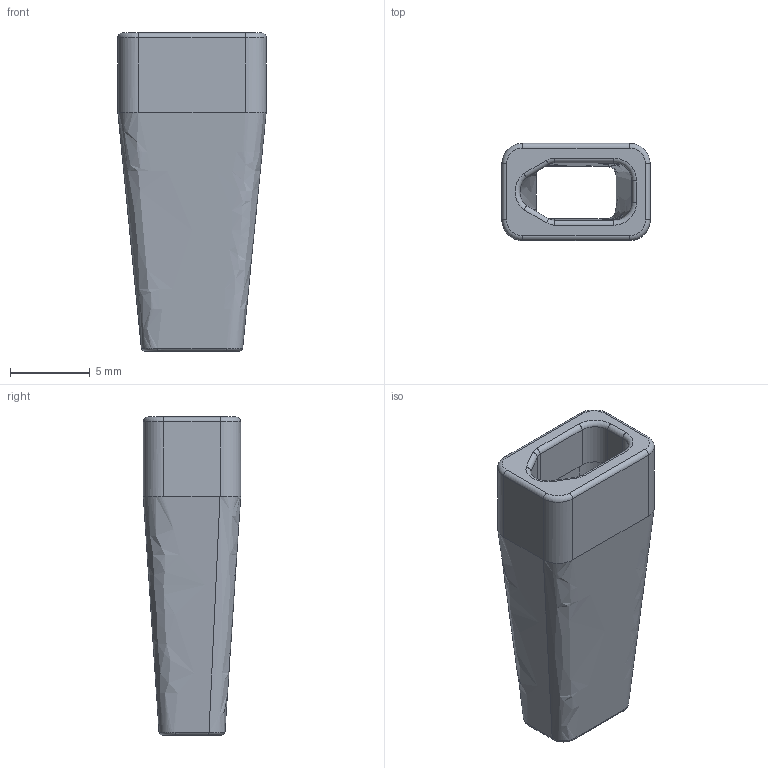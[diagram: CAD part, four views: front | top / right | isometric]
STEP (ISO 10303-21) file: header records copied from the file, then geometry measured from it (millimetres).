
FILE_DESCRIPTION (( 'STEP AP214' ), '1' );
FILE_NAME ('TC2030-IDC-NL-Cap.STEP', '2023-02-10T10:37:19', ( '' ), ( '' ), 'SwSTEP 2.0', 'SolidWorks 2022', '' );
FILE_SCHEMA (( 'AUTOMOTIVE_DESIGN' ));
Length unit declared in the file: millimetre
Products named in the file (1): TC2030-IDC-NL-Cap
Bounding box: 9.33 x 6.12 x 20 mm (x, y, z)
Volume: 430 mm3; surface area: 898.2 mm2
Topology: 1 solids, 1 shells, 73 faces, 190 edges, 120 vertices
Faces by surface type: cylinder 24, bspline 23, plane 17, torus 9
Entity records: 3361 total; most frequent: CARTESIAN_POINT 1696, ORIENTED_EDGE 380, DIRECTION 290, EDGE_CURVE 190, VERTEX_POINT 120, AXIS2_PLACEMENT_3D 113, EDGE_LOOP 76, ADVANCED_FACE 73
